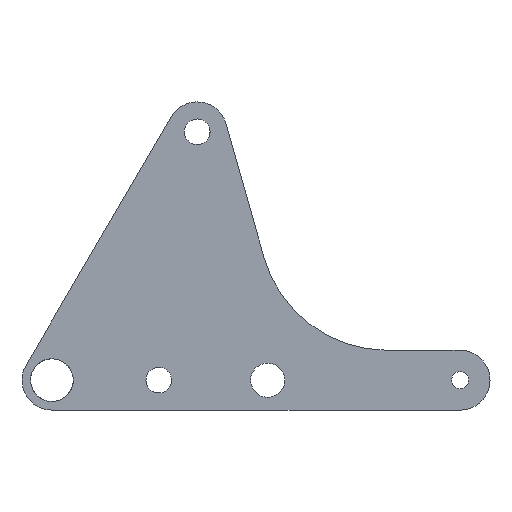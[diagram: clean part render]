
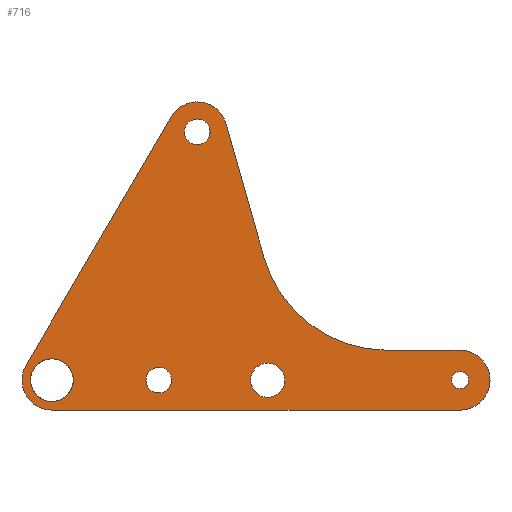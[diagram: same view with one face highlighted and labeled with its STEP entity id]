
A CAD part, left-side view. The second image highlights one B-rep face of the part: STEP entity #716.
In plain terms, the highlighted planar face has unit normal (-1, 0, 0).
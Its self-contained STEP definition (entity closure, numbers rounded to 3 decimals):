
#85=FACE_BOUND('',#162,.T.);
#86=FACE_BOUND('',#163,.T.);
#87=FACE_BOUND('',#164,.T.);
#88=FACE_BOUND('',#165,.T.);
#89=FACE_BOUND('',#166,.T.);
#103=PLANE('',#856);
#122=FACE_OUTER_BOUND('',#161,.T.);
#161=EDGE_LOOP('',(#566,#567,#568,#569,#570,#571,#572,#573));
#162=EDGE_LOOP('',(#574,#575));
#163=EDGE_LOOP('',(#576,#577));
#164=EDGE_LOOP('',(#578,#579));
#165=EDGE_LOOP('',(#580,#581));
#166=EDGE_LOOP('',(#582,#583));
#201=CIRCLE('',#816,7.);
#203=CIRCLE('',#820,7.);
#206=CIRCLE('',#825,30.);
#207=CIRCLE('',#828,7.);
#209=CIRCLE('',#832,5.);
#210=CIRCLE('',#833,5.);
#213=CIRCLE('',#837,4.);
#214=CIRCLE('',#838,4.);
#217=CIRCLE('',#842,3.);
#218=CIRCLE('',#843,3.);
#221=CIRCLE('',#847,3.);
#222=CIRCLE('',#848,3.);
#225=CIRCLE('',#852,2.);
#226=CIRCLE('',#853,2.);
#239=LINE('',#1070,#288);
#244=LINE('',#1084,#293);
#247=LINE('',#1094,#296);
#251=LINE('',#1105,#300);
#288=VECTOR('',#892,67.323);
#293=VECTOR('',#905,32.45);
#296=VECTOR('',#916,17.045);
#300=VECTOR('',#928,95.5);
#335=VERTEX_POINT('',#1060);
#337=VERTEX_POINT('',#1063);
#339=VERTEX_POINT('',#1069);
#341=VERTEX_POINT('',#1075);
#344=VERTEX_POINT('',#1083);
#346=VERTEX_POINT('',#1089);
#347=VERTEX_POINT('',#1093);
#349=VERTEX_POINT('',#1099);
#351=VERTEX_POINT('',#1108);
#352=VERTEX_POINT('',#1109);
#355=VERTEX_POINT('',#1118);
#356=VERTEX_POINT('',#1119);
#359=VERTEX_POINT('',#1128);
#360=VERTEX_POINT('',#1129);
#363=VERTEX_POINT('',#1138);
#364=VERTEX_POINT('',#1139);
#367=VERTEX_POINT('',#1148);
#368=VERTEX_POINT('',#1149);
#404=EDGE_CURVE('',#335,#337,#201,.T.);
#407=EDGE_CURVE('',#337,#339,#239,.T.);
#410=EDGE_CURVE('',#339,#341,#203,.T.);
#414=EDGE_CURVE('',#341,#344,#244,.T.);
#417=EDGE_CURVE('',#344,#346,#206,.T.);
#419=EDGE_CURVE('',#346,#347,#247,.T.);
#422=EDGE_CURVE('',#347,#349,#207,.T.);
#425=EDGE_CURVE('',#349,#335,#251,.T.);
#427=EDGE_CURVE('',#351,#352,#209,.T.);
#428=EDGE_CURVE('',#352,#351,#210,.T.);
#432=EDGE_CURVE('',#355,#356,#213,.T.);
#433=EDGE_CURVE('',#356,#355,#214,.T.);
#437=EDGE_CURVE('',#359,#360,#217,.T.);
#438=EDGE_CURVE('',#360,#359,#218,.T.);
#442=EDGE_CURVE('',#363,#364,#221,.T.);
#443=EDGE_CURVE('',#364,#363,#222,.T.);
#447=EDGE_CURVE('',#367,#368,#225,.T.);
#448=EDGE_CURVE('',#368,#367,#226,.T.);
#566=ORIENTED_EDGE('',*,*,#404,.F.);
#567=ORIENTED_EDGE('',*,*,#425,.F.);
#568=ORIENTED_EDGE('',*,*,#422,.F.);
#569=ORIENTED_EDGE('',*,*,#419,.F.);
#570=ORIENTED_EDGE('',*,*,#417,.F.);
#571=ORIENTED_EDGE('',*,*,#414,.F.);
#572=ORIENTED_EDGE('',*,*,#410,.F.);
#573=ORIENTED_EDGE('',*,*,#407,.F.);
#574=ORIENTED_EDGE('',*,*,#427,.T.);
#575=ORIENTED_EDGE('',*,*,#428,.T.);
#576=ORIENTED_EDGE('',*,*,#432,.T.);
#577=ORIENTED_EDGE('',*,*,#433,.T.);
#578=ORIENTED_EDGE('',*,*,#437,.T.);
#579=ORIENTED_EDGE('',*,*,#438,.T.);
#580=ORIENTED_EDGE('',*,*,#442,.T.);
#581=ORIENTED_EDGE('',*,*,#443,.T.);
#582=ORIENTED_EDGE('',*,*,#447,.T.);
#583=ORIENTED_EDGE('',*,*,#448,.T.);
#716=ADVANCED_FACE('',(#122,#85,#86,#87,#88,#89),#103,.F.);
#816=AXIS2_PLACEMENT_3D('',#1064,#885,#886);
#820=AXIS2_PLACEMENT_3D('',#1076,#897,#898);
#825=AXIS2_PLACEMENT_3D('',#1090,#911,#912);
#828=AXIS2_PLACEMENT_3D('',#1100,#921,#922);
#832=AXIS2_PLACEMENT_3D('',#1110,#932,#933);
#833=AXIS2_PLACEMENT_3D('',#1111,#934,#935);
#837=AXIS2_PLACEMENT_3D('',#1120,#943,#944);
#838=AXIS2_PLACEMENT_3D('',#1121,#945,#946);
#842=AXIS2_PLACEMENT_3D('',#1130,#954,#955);
#843=AXIS2_PLACEMENT_3D('',#1131,#956,#957);
#847=AXIS2_PLACEMENT_3D('',#1140,#965,#966);
#848=AXIS2_PLACEMENT_3D('',#1141,#967,#968);
#852=AXIS2_PLACEMENT_3D('',#1150,#976,#977);
#853=AXIS2_PLACEMENT_3D('',#1151,#978,#979);
#856=AXIS2_PLACEMENT_3D('',#1157,#985,#986);
#885=DIRECTION('center_axis',(1.,0.,0.));
#886=DIRECTION('ref_axis',(0.,0.,-1.));
#892=DIRECTION('',(0.,-0.505,0.863));
#897=DIRECTION('center_axis',(1.,0.,0.));
#898=DIRECTION('ref_axis',(0.,0.863,0.505));
#905=DIRECTION('',(0.,-0.273,-0.962));
#911=DIRECTION('center_axis',(-1.,0.,0.));
#912=DIRECTION('ref_axis',(0.,0.962,-0.273));
#916=DIRECTION('',(0.,-1.,0.));
#921=DIRECTION('center_axis',(1.,0.,0.));
#922=DIRECTION('ref_axis',(0.,0.,1.));
#928=DIRECTION('',(0.,1.,0.));
#932=DIRECTION('center_axis',(1.,0.,0.));
#933=DIRECTION('ref_axis',(0.,-0.733,-0.68));
#934=DIRECTION('center_axis',(1.,0.,0.));
#935=DIRECTION('ref_axis',(0.,-0.733,-0.68));
#943=DIRECTION('center_axis',(1.,0.,0.));
#944=DIRECTION('ref_axis',(0.,-0.733,-0.68));
#945=DIRECTION('center_axis',(1.,0.,0.));
#946=DIRECTION('ref_axis',(0.,-0.733,-0.68));
#954=DIRECTION('center_axis',(1.,0.,0.));
#955=DIRECTION('ref_axis',(0.,-0.992,-0.123));
#956=DIRECTION('center_axis',(1.,0.,0.));
#957=DIRECTION('ref_axis',(0.,-0.992,-0.123));
#965=DIRECTION('center_axis',(1.,0.,0.));
#966=DIRECTION('ref_axis',(0.,0.007,1.));
#967=DIRECTION('center_axis',(1.,0.,0.));
#968=DIRECTION('ref_axis',(0.,0.007,1.));
#976=DIRECTION('center_axis',(1.,0.,0.));
#977=DIRECTION('ref_axis',(0.,1.,0.003));
#978=DIRECTION('center_axis',(1.,0.,0.));
#979=DIRECTION('ref_axis',(0.,1.,0.003));
#985=DIRECTION('center_axis',(1.,0.,0.));
#986=DIRECTION('ref_axis',(0.,0.,-1.));
#1060=CARTESIAN_POINT('',(0.,0.,-7.));
#1063=CARTESIAN_POINT('',(0.,6.042,3.535));
#1064=CARTESIAN_POINT('Origin',(0.,0.,0.));
#1069=CARTESIAN_POINT('',(0.,-27.956,61.643));
#1070=CARTESIAN_POINT('',(0.,6.042,3.535));
#1075=CARTESIAN_POINT('',(0.,-40.731,60.02));
#1076=CARTESIAN_POINT('Origin',(0.,-33.998,58.108));
#1083=CARTESIAN_POINT('',(0.,-49.597,28.804));
#1084=CARTESIAN_POINT('',(0.,-40.731,60.02));
#1089=CARTESIAN_POINT('',(0.,-78.455,7.));
#1090=CARTESIAN_POINT('Origin',(0.,-78.455,37.));
#1093=CARTESIAN_POINT('',(0.,-95.5,7.));
#1094=CARTESIAN_POINT('',(0.,-78.455,7.));
#1099=CARTESIAN_POINT('',(0.,-95.5,-7.));
#1100=CARTESIAN_POINT('Origin',(0.,-95.5,0.));
#1105=CARTESIAN_POINT('',(0.,-95.5,-7.));
#1108=CARTESIAN_POINT('',(0.,-3.667,-3.399));
#1109=CARTESIAN_POINT('',(0.,-5.,0.));
#1110=CARTESIAN_POINT('Origin',(0.,0.,0.));
#1111=CARTESIAN_POINT('Origin',(0.,0.,0.));
#1118=CARTESIAN_POINT('',(0.,-53.434,-2.719));
#1119=CARTESIAN_POINT('',(0.,-54.5,0.));
#1120=CARTESIAN_POINT('Origin',(0.,-50.5,0.));
#1121=CARTESIAN_POINT('Origin',(0.,-50.5,0.));
#1128=CARTESIAN_POINT('',(0.,-36.975,57.738));
#1129=CARTESIAN_POINT('',(0.,-36.998,58.108));
#1130=CARTESIAN_POINT('Origin',(0.,-33.998,58.108));
#1131=CARTESIAN_POINT('Origin',(0.,-33.998,58.108));
#1138=CARTESIAN_POINT('',(0.,-24.979,3.));
#1139=CARTESIAN_POINT('',(0.,-28.,0.));
#1140=CARTESIAN_POINT('Origin',(0.,-25.,0.));
#1141=CARTESIAN_POINT('Origin',(0.,-25.,0.));
#1148=CARTESIAN_POINT('',(0.,-93.5,0.007));
#1149=CARTESIAN_POINT('',(0.,-97.5,0.));
#1150=CARTESIAN_POINT('Origin',(0.,-95.5,0.));
#1151=CARTESIAN_POINT('Origin',(0.,-95.5,0.));
#1157=CARTESIAN_POINT('Origin',(0.,0.,0.));
